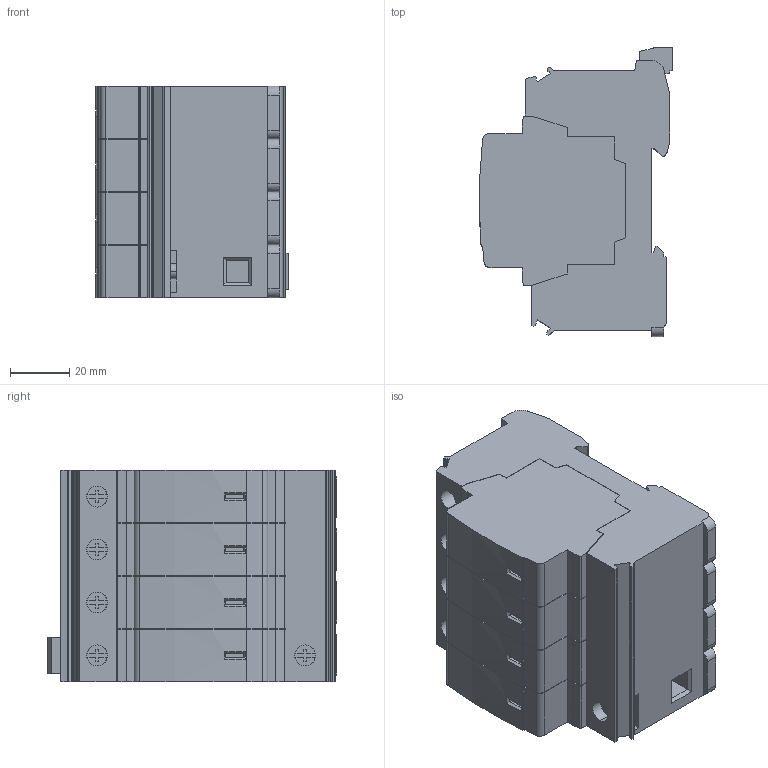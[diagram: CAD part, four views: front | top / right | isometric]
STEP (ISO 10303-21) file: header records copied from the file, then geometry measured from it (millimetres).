
FILE_DESCRIPTION((''),'2;1');
FILE_NAME('B80001502','2017-03-30T',('FRJEGUI'),(''),'CREO PARAMETRIC BY PTC INC, 2016380','CREO PARAMETRIC BY PTC INC, 2016380','');
FILE_SCHEMA(('CONFIG_CONTROL_DESIGN'));
Length unit declared in the file: millimetre
Products named in the file (1): B80001502
Bounding box: 64.95 x 97.5 x 71.2 mm (x, y, z)
Volume: 324853.7 mm3; surface area: 49854.7 mm2
Topology: 1 solids, 1 shells, 371 faces, 1027 edges, 672 vertices
Faces by surface type: plane 315, cylinder 48, cone 8
Entity records: 11763 total; most frequent: CARTESIAN_POINT 2162, ORIENTED_EDGE 2054, DIRECTION 1885, EDGE_CURVE 1027, VECTOR 863, LINE 863, VERTEX_POINT 672, AXIS2_PLACEMENT_3D 511
